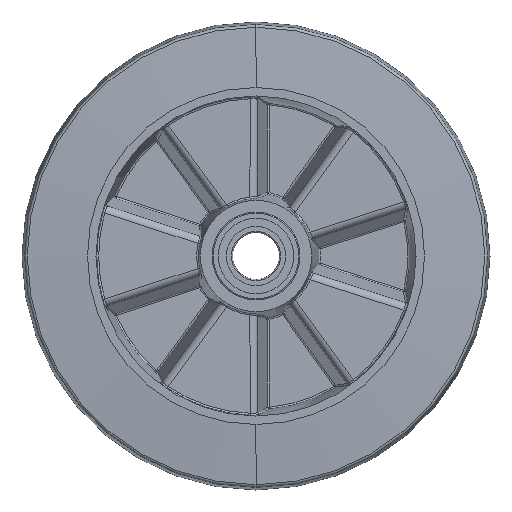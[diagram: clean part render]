
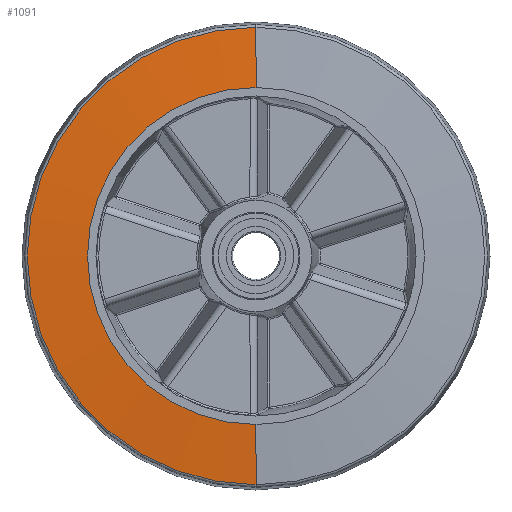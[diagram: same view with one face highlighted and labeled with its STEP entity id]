
A CAD part, left-side view. The second image highlights one B-rep face of the part: STEP entity #1091.
In plain terms, the highlighted conical face has half-angle 85.732 degrees and reference radius 123.5 mm.
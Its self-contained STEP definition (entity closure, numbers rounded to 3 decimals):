
#1091 = ADVANCED_FACE ( 'NONE', ( #16653 ), #18984, .T. ) ;
#2591 = CARTESIAN_POINT ( 'NONE',  ( 5., 0., 0. ) ) ;
#2621 = VERTEX_POINT ( 'NONE', #10329 ) ;
#3254 = DIRECTION ( 'NONE',  ( 0., 0., 1. ) ) ;
#4123 = DIRECTION ( 'NONE',  ( -1., 0., 0. ) ) ;
#4127 = ORIENTED_EDGE ( 'NONE', *, *, #17525, .T. ) ;
#6356 = ORIENTED_EDGE ( 'NONE', *, *, #17057, .T. ) ;
#7121 = DIRECTION ( 'NONE',  ( 0., 0., -1. ) ) ;
#8779 = CARTESIAN_POINT ( 'NONE',  ( 5., 0., 90. ) ) ;
#8841 = VECTOR ( 'NONE', #9856, 1000. ) ;
#9529 = ORIENTED_EDGE ( 'NONE', *, *, #14002, .F. ) ;
#9601 = CARTESIAN_POINT ( 'NONE',  ( 7.5, 0., 0. ) ) ;
#9856 = DIRECTION ( 'NONE',  ( 0.074, 0., 0.997 ) ) ;
#9994 = DIRECTION ( 'NONE',  ( 0., 0., 1. ) ) ;
#10249 = EDGE_LOOP ( 'NONE', ( #18819, #4127, #6356, #9529 ) ) ;
#10329 = CARTESIAN_POINT ( 'NONE',  ( 5., 0., -90. ) ) ;
#10364 = AXIS2_PLACEMENT_3D ( 'NONE', #2591, #4123, #9994 ) ;
#10940 = VERTEX_POINT ( 'NONE', #8779 ) ;
#11687 = CIRCLE ( 'NONE', #17450, 122.202 ) ;
#12221 = DIRECTION ( 'NONE',  ( -1., 0., 0. ) ) ;
#12807 = CARTESIAN_POINT ( 'NONE',  ( 7.403, 0., 122.202 ) ) ;
#13062 = EDGE_CURVE ( 'NONE', #10940, #2621, #16543, .T. ) ;
#13779 = AXIS2_PLACEMENT_3D ( 'NONE', #9601, #14618, #7121 ) ;
#14002 = EDGE_CURVE ( 'NONE', #2621, #14214, #18556, .T. ) ;
#14066 = VERTEX_POINT ( 'NONE', #12807 ) ;
#14214 = VERTEX_POINT ( 'NONE', #16337 ) ;
#14618 = DIRECTION ( 'NONE',  ( 1., 0., 0. ) ) ;
#15301 = VECTOR ( 'NONE', #17272, 1000. ) ;
#15765 = CARTESIAN_POINT ( 'NONE',  ( 7.5, 0., -123.5 ) ) ;
#15981 = CARTESIAN_POINT ( 'NONE',  ( 7.5, 0., 123.5 ) ) ;
#16337 = CARTESIAN_POINT ( 'NONE',  ( 7.403, 0., -122.202 ) ) ;
#16543 = CIRCLE ( 'NONE', #10364, 90. ) ;
#16653 = FACE_OUTER_BOUND ( 'NONE', #10249, .T. ) ;
#17057 = EDGE_CURVE ( 'NONE', #14066, #14214, #11687, .T. ) ;
#17272 = DIRECTION ( 'NONE',  ( 0.074, 0., -0.997 ) ) ;
#17450 = AXIS2_PLACEMENT_3D ( 'NONE', #18103, #12221, #3254 ) ;
#17525 = EDGE_CURVE ( 'NONE', #10940, #14066, #17739, .T. ) ;
#17739 = LINE ( 'NONE', #15981, #8841 ) ;
#18103 = CARTESIAN_POINT ( 'NONE',  ( 7.403, 0., 0. ) ) ;
#18556 = LINE ( 'NONE', #15765, #15301 ) ;
#18819 = ORIENTED_EDGE ( 'NONE', *, *, #13062, .F. ) ;
#18984 = CONICAL_SURFACE ( 'NONE', #13779, 123.5, 1.496 ) ;
